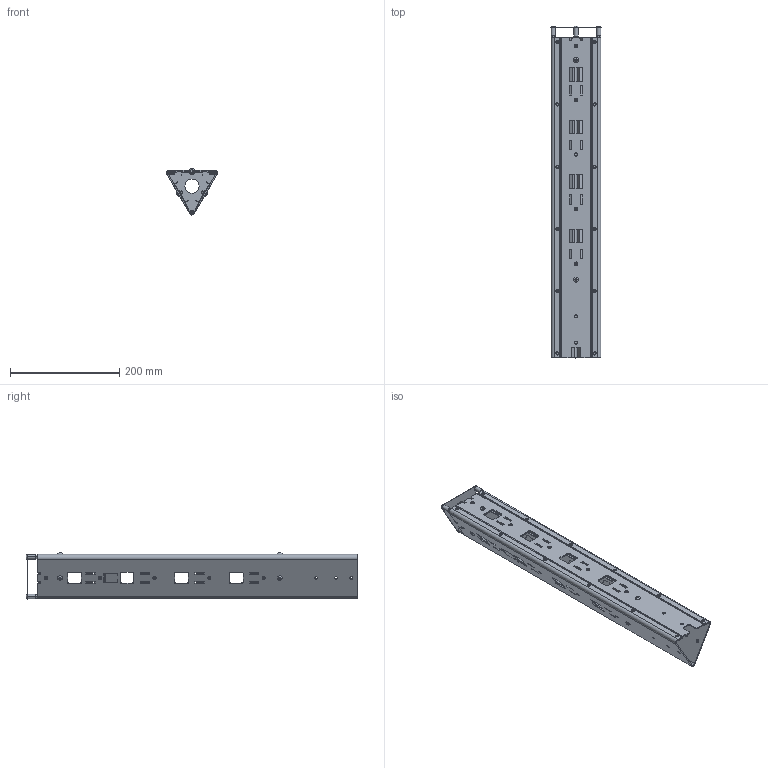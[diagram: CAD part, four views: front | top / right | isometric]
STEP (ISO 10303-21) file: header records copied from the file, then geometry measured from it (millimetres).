
FILE_DESCRIPTION((''),'2;1');
FILE_NAME('2654119_ASM','2015-02-03T',('SYSTEM'),(''),'PRO/ENGINEER BY PARAMETRIC TECHNOLOGY CORPORATION, 2014090','PRO/ENGINEER BY PARAMETRIC TECHNOLOGY CORPORATION, 2014090','');
FILE_SCHEMA(('CONFIG_CONTROL_DESIGN'));
Length unit declared in the file: millimetre
Products named in the file (15): 2236213; 2239217; 2243030; 2500706; 2450209; 00191613; 2145253_ASM; 2260646; 2369353; 359467; 2371016; 2369265_ASM; 00398128; 2960784_ASM; 2654119_ASM
Assembly tree (58 placements, depth 3):
  2654119_ASM
    2145253_ASM
      2236213
      2239217
      2243030  x3
      2500706  x12
      2450209  x21
      00191613  x6
    2369265_ASM
      2260646
      2369353  x3
      359467  x3
      2371016  x3
    2960784_ASM
      00398128
Bounding box: 92.9 x 607.9 x 84.27 mm (x, y, z)
Volume: 390271.9 mm3; surface area: 479559.7 mm2
Topology: 55 solids, 55 shells, 1790 faces, 4468 edges, 2853 vertices
Faces by surface type: plane 787, cylinder 673, cone 270, bspline 42, torus 18
Entity records: 26938 total; most frequent: CARTESIAN_POINT 5149, DIRECTION 4660, ORIENTED_EDGE 4304, EDGE_CURVE 2152, AXIS2_PLACEMENT_3D 1627, VECTOR 1406, LINE 1406, VERTEX_POINT 1400
